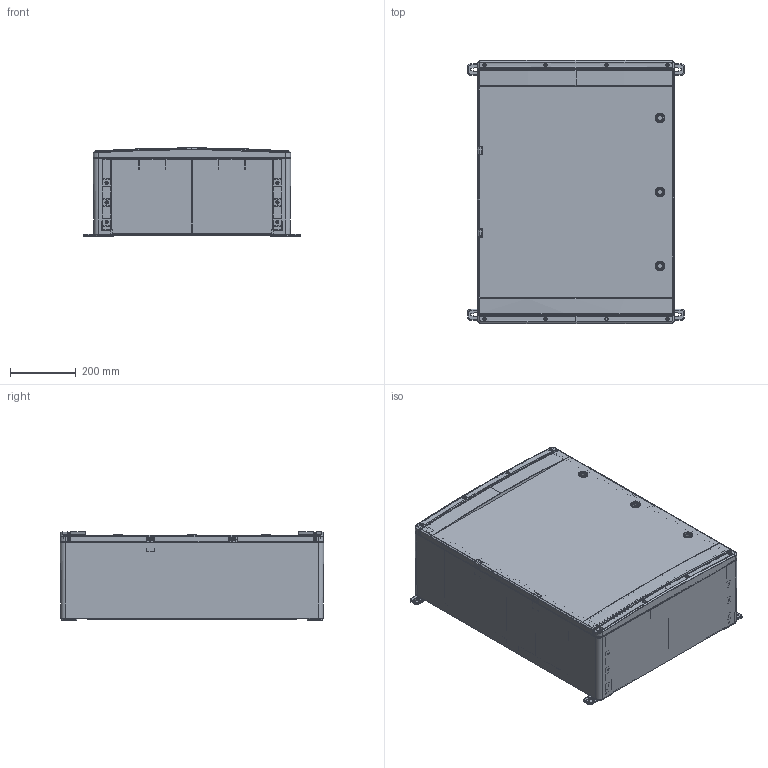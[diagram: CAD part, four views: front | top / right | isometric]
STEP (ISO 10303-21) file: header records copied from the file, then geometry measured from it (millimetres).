
FILE_DESCRIPTION (( 'STEP AP214' ), '1' );
FILE_NAME ('MKP92-N-806026-65 ÙÌÏï-ÓÕË1-IP65 IEK.STEP', '2024-03-11T11:55:53', ( '' ), ( '' ), 'SwSTEP 2.0', 'SolidWorks 2022', '' );
FILE_SCHEMA (( 'AUTOMOTIVE_DESIGN' ));
Length unit declared in the file: millimetre
Products named in the file (12): 600x800x260.sldasm-Part-31-1; MKP92-N-806026-65 ЩМПп-УХЛ1-IP65 IEK; 600x800x260.sldasm-Part-34-1; 600x800x260.sldasm-Part-9-1; 600x800x260.sldasm-Part-30-1; 600x800x260.sldasm-Part-13-1; 600x800x260.sldasm-Part-12-1; 600x800x260.sldasm-Part-8-1; 600x800x260.sldasm-Part-15-1; 600x800x260.sldasm-Part-22-1; 600x800x260.sldasm-Part-32-1; 600x800x260.sldasm-Part-14-1
Assembly tree (14 placements, depth 2):
  MKP92-N-806026-65 ЩМПп-УХЛ1-IP65 IEK
    600x800x260.sldasm-Part-8-1
    600x800x260.sldasm-Part-9-1
    600x800x260.sldasm-Part-12-1
    600x800x260.sldasm-Part-13-1
    600x800x260.sldasm-Part-14-1
    600x800x260.sldasm-Part-15-1
    600x800x260.sldasm-Part-22-1
    600x800x260.sldasm-Part-30-1
    600x800x260.sldasm-Part-31-1
    600x800x260.sldasm-Part-32-1  x4
    600x800x260.sldasm-Part-34-1
Bounding box: 658.73 x 799.92 x 268 mm (x, y, z)
Volume: 7289984.2 mm3; surface area: 5107976.1 mm2
Topology: 14 solids, 16 shells, 5933 faces, 15047 edges, 9161 vertices
Faces by surface type: plane 2137, bspline 1789, cylinder 1355, cone 652
Entity records: 144083 total; most frequent: CARTESIAN_POINT 57500, ORIENTED_EDGE 19842, DIRECTION 15278, EDGE_CURVE 9921, VERTEX_POINT 6317, LINE 5232, VECTOR 5232, AXIS2_PLACEMENT_3D 5023
